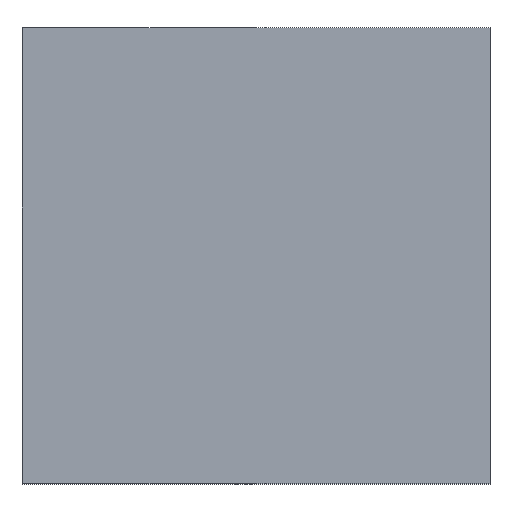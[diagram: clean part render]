
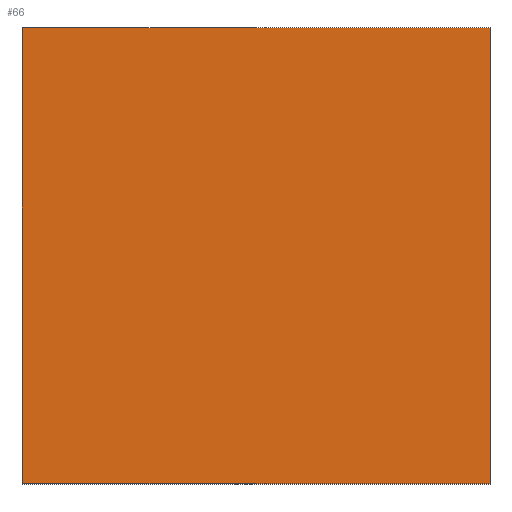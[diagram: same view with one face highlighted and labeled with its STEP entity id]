
A CAD part, top view. The second image highlights one B-rep face of the part: STEP entity #66.
In plain terms, the highlighted planar face has unit normal (0, 0, 1).
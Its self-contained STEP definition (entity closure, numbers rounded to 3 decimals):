
#66=ADVANCED_FACE('',(#182),#184,.T.);
#182=FACE_BOUND('',#183,.T.);
#183=EDGE_LOOP('',(#265,#266,#267,#268));
#184=PLANE('',#185);
#185=AXIS2_PLACEMENT_3D('',#186,#187,#188);
#186=CARTESIAN_POINT('',(-7.7,0.,7.75));
#187=DIRECTION('',(0.,0.,1.));
#188=DIRECTION('',(1.,0.,0.));
#265=ORIENTED_EDGE('',*,*,#290,.T.);
#266=ORIENTED_EDGE('',*,*,#296,.T.);
#267=ORIENTED_EDGE('',*,*,#294,.F.);
#268=ORIENTED_EDGE('',*,*,#292,.F.);
#290=EDGE_CURVE('',#333,#331,#334,.T.);
#292=EDGE_CURVE('',#333,#336,#337,.T.);
#294=EDGE_CURVE('',#336,#339,#340,.T.);
#296=EDGE_CURVE('',#331,#339,#342,.T.);
#331=VERTEX_POINT('',#423);
#333=VERTEX_POINT('',#427);
#334=LINE('',#428,#429);
#336=VERTEX_POINT('',#434);
#337=LINE('',#435,#436);
#339=VERTEX_POINT('',#441);
#340=LINE('',#442,#443);
#342=LINE('',#448,#449);
#423=CARTESIAN_POINT('',(7.7,0.,7.75));
#427=CARTESIAN_POINT('',(-7.7,0.,7.75));
#428=CARTESIAN_POINT('',(-7.7,0.,7.75));
#429=VECTOR('',#430,1.);
#430=DIRECTION('',(1.,0.,0.));
#434=CARTESIAN_POINT('',(-7.7,15.,7.75));
#435=CARTESIAN_POINT('',(-7.7,0.,7.75));
#436=VECTOR('',#437,1.);
#437=DIRECTION('',(0.,1.,0.));
#441=CARTESIAN_POINT('',(7.7,15.,7.75));
#442=CARTESIAN_POINT('',(-7.7,15.,7.75));
#443=VECTOR('',#444,1.);
#444=DIRECTION('',(1.,0.,0.));
#448=CARTESIAN_POINT('',(7.7,0.,7.75));
#449=VECTOR('',#450,1.);
#450=DIRECTION('',(0.,1.,0.));
